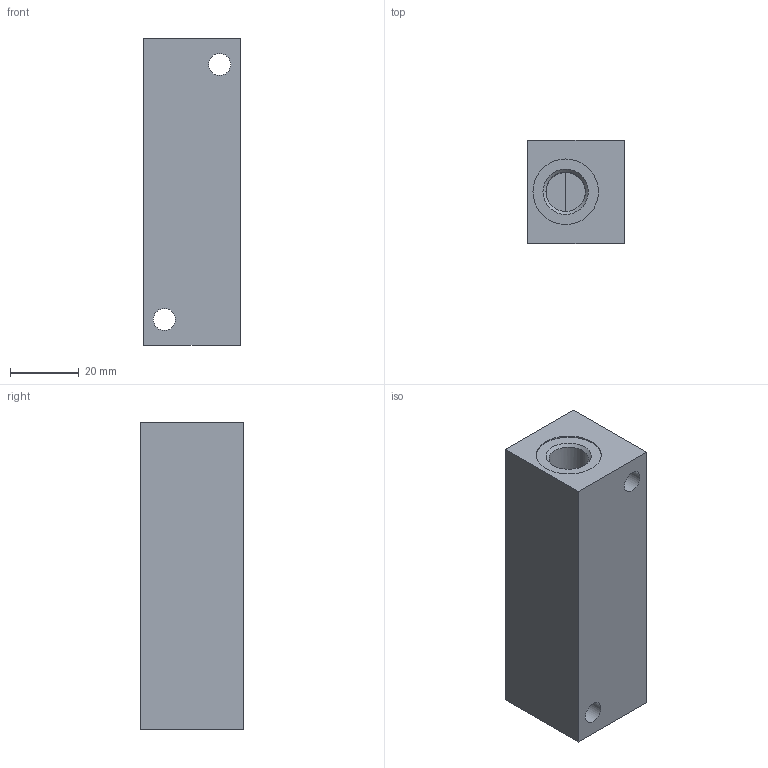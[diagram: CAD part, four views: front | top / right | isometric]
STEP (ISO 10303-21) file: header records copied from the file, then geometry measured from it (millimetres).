
FILE_DESCRIPTION(/* description */ ('STEP AP214'),/* implementation_level */ '2;1');
FILE_NAME(/* name */ '7849_FR-4-1_4-C',/* time_stamp */ '2022-11-03T12:46:03+01:00',/* author */ ('License CC BY-ND 4.0'),/* organization */ ('CADENAS'),/* preprocessor_version */ 'ST-DEVELOPER v18.102',/* originating_system */ 'PARTsolutions',/* authorisation */ ' ');
FILE_SCHEMA (('AUTOMOTIVE_DESIGN {1 0 10303 214 3 1 1}'));
Length unit declared in the file: millimetre
Products named in the file (2): 7849 FR-4-1/4-C; 7849 FR-4-1/4-C - P1
Assembly tree (1 placements, depth 2):
  7849 FR-4-1/4-C
    7849 FR-4-1/4-C - P1
Bounding box: 28 x 30 x 89 mm (x, y, z)
Volume: 60307.3 mm3; surface area: 16827.3 mm2
Topology: 1 solids, 1 shells, 28 faces, 62 edges, 40 vertices
Faces by surface type: plane 13, cylinder 11, cone 4
Full cylindrical faces by diameter (mm): 6.4 x2, 11.445 x4, 19 x4
Entity records: 745 total; most frequent: DIRECTION 132, CARTESIAN_POINT 110, ORIENTED_EDGE 88, AXIS2_PLACEMENT_3D 58, EDGE_LOOP 56, FACE_BOUND 56, EDGE_CURVE 44, VERTEX_POINT 36
